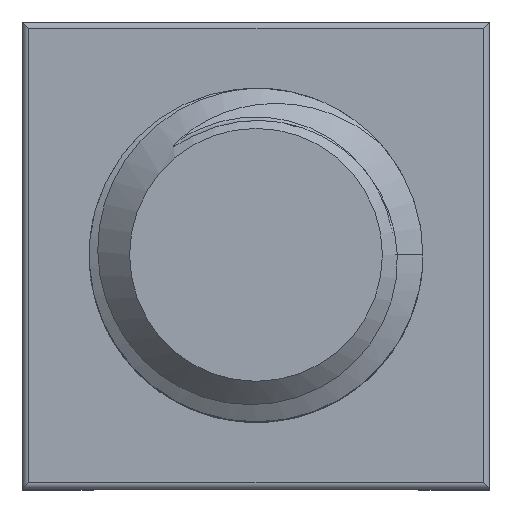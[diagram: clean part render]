
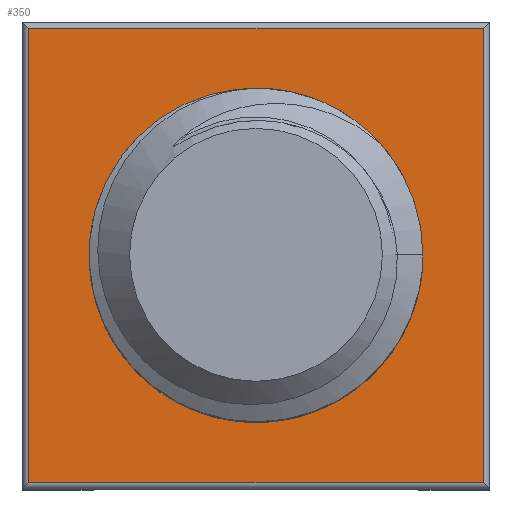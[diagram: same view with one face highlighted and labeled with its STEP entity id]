
A CAD part, top view. The second image highlights one B-rep face of the part: STEP entity #350.
In plain terms, the highlighted planar face has unit normal (0, 0, 1).
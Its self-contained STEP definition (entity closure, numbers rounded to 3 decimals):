
#93 = VERTEX_POINT('',#94);
#94 = CARTESIAN_POINT('',(-3.4,3.4,3.5));
#101 = EDGE_CURVE('',#93,#102,#104,.T.);
#102 = VERTEX_POINT('',#103);
#103 = CARTESIAN_POINT('',(3.4,3.4,3.5));
#104 = LINE('',#105,#106);
#105 = CARTESIAN_POINT('',(-3.5,3.4,3.5));
#106 = VECTOR('',#107,1.);
#107 = DIRECTION('',(1.,0.,0.));
#258 = VERTEX_POINT('',#259);
#259 = CARTESIAN_POINT('',(-3.4,-3.4,3.5));
#266 = EDGE_CURVE('',#258,#93,#267,.T.);
#267 = LINE('',#268,#269);
#268 = CARTESIAN_POINT('',(-3.4,-3.5,3.5));
#269 = VECTOR('',#270,1.);
#270 = DIRECTION('',(0.,1.,0.));
#350 = ADVANCED_FACE('',(#351,#369),#488,.F.);
#351 = FACE_BOUND('',#352,.F.);
#352 = EDGE_LOOP('',(#353,#354,#355,#363));
#353 = ORIENTED_EDGE('',*,*,#266,.T.);
#354 = ORIENTED_EDGE('',*,*,#101,.T.);
#355 = ORIENTED_EDGE('',*,*,#356,.T.);
#356 = EDGE_CURVE('',#102,#357,#359,.T.);
#357 = VERTEX_POINT('',#358);
#358 = CARTESIAN_POINT('',(3.4,-3.4,3.5));
#359 = LINE('',#360,#361);
#360 = CARTESIAN_POINT('',(3.4,3.5,3.5));
#361 = VECTOR('',#362,1.);
#362 = DIRECTION('',(0.,-1.,0.));
#363 = ORIENTED_EDGE('',*,*,#364,.T.);
#364 = EDGE_CURVE('',#357,#258,#365,.T.);
#365 = LINE('',#366,#367);
#366 = CARTESIAN_POINT('',(3.5,-3.4,3.5));
#367 = VECTOR('',#368,1.);
#368 = DIRECTION('',(-1.,0.,0.));
#369 = FACE_BOUND('',#370,.F.);
#370 = EDGE_LOOP('',(#371,#390,#407,#426,#453));
#371 = ORIENTED_EDGE('',*,*,#372,.F.);
#372 = EDGE_CURVE('',#373,#375,#377,.T.);
#373 = VERTEX_POINT('',#374);
#374 = CARTESIAN_POINT('',(2.327,0.,3.5));
#375 = VERTEX_POINT('',#376);
#376 = CARTESIAN_POINT('',(0.791,-1.91,3.5));
#377 = B_SPLINE_CURVE_WITH_KNOTS('',6,(#378,#379,#380,#381,#382,#383,
    #384,#385,#386,#387,#388,#389),.UNSPECIFIED.,.F.,.F.,(7,5,7),(0.,
    0.525,1.),.UNSPECIFIED.);
#378 = CARTESIAN_POINT('',(2.327,0.,3.5));
#379 = CARTESIAN_POINT('',(2.305,-0.229,3.5));
#380 = CARTESIAN_POINT('',(2.256,-0.455,3.5));
#381 = CARTESIAN_POINT('',(2.18,-0.674,3.5));
#382 = CARTESIAN_POINT('',(2.078,-0.881,3.5));
#383 = CARTESIAN_POINT('',(1.952,-1.074,3.5));
#384 = CARTESIAN_POINT('',(1.671,-1.404,3.5));
#385 = CARTESIAN_POINT('',(1.52,-1.545,3.5));
#386 = CARTESIAN_POINT('',(1.354,-1.668,3.5));
#387 = CARTESIAN_POINT('',(1.175,-1.771,3.5));
#388 = CARTESIAN_POINT('',(0.986,-1.852,3.5));
#389 = CARTESIAN_POINT('',(0.791,-1.91,3.5));
#390 = ORIENTED_EDGE('',*,*,#391,.T.);
#391 = EDGE_CURVE('',#373,#392,#394,.T.);
#392 = VERTEX_POINT('',#393);
#393 = CARTESIAN_POINT('',(1.768,1.768,3.5));
#394 = B_SPLINE_CURVE_WITH_KNOTS('',6,(#395,#396,#397,#398,#399,#400,
    #401,#402,#403,#404,#405,#406),.UNSPECIFIED.,.F.,.F.,(7,5,7),(0.,
    0.492,1.),.UNSPECIFIED.);
#395 = CARTESIAN_POINT('',(2.327,0.,3.5));
#396 = CARTESIAN_POINT('',(2.341,0.155,3.5));
#397 = CARTESIAN_POINT('',(2.344,0.311,3.5));
#398 = CARTESIAN_POINT('',(2.333,0.467,3.5));
#399 = CARTESIAN_POINT('',(2.311,0.622,3.5));
#400 = CARTESIAN_POINT('',(2.276,0.774,3.5));
#401 = CARTESIAN_POINT('',(2.182,1.077,3.5));
#402 = CARTESIAN_POINT('',(2.122,1.227,3.5));
#403 = CARTESIAN_POINT('',(2.049,1.372,3.5));
#404 = CARTESIAN_POINT('',(1.966,1.512,3.5));
#405 = CARTESIAN_POINT('',(1.872,1.644,3.5));
#406 = CARTESIAN_POINT('',(1.768,1.768,3.5));
#407 = ORIENTED_EDGE('',*,*,#408,.F.);
#408 = EDGE_CURVE('',#409,#392,#411,.T.);
#409 = VERTEX_POINT('',#410);
#410 = CARTESIAN_POINT('',(0.,2.5,3.5));
#411 = B_SPLINE_CURVE_WITH_KNOTS('',4,(#412,#413,#414,#415,#416,#417,
    #418,#419,#420,#421,#422,#423,#424,#425),.UNSPECIFIED.,.F.,.F.,(5,3,
    3,3,5),(0.,0.236,0.47,0.735,1.),
  .UNSPECIFIED.);
#412 = CARTESIAN_POINT('',(0.,2.5,3.5));
#413 = CARTESIAN_POINT('',(0.116,2.5,3.5));
#414 = CARTESIAN_POINT('',(0.232,2.493,3.5));
#415 = CARTESIAN_POINT('',(0.347,2.479,3.5));
#416 = CARTESIAN_POINT('',(0.574,2.436,3.5));
#417 = CARTESIAN_POINT('',(0.685,2.408,3.5));
#418 = CARTESIAN_POINT('',(0.795,2.373,3.5));
#419 = CARTESIAN_POINT('',(1.023,2.285,3.5));
#420 = CARTESIAN_POINT('',(1.141,2.229,3.5));
#421 = CARTESIAN_POINT('',(1.255,2.166,3.5));
#422 = CARTESIAN_POINT('',(1.473,2.024,3.5));
#423 = CARTESIAN_POINT('',(1.577,1.945,3.5));
#424 = CARTESIAN_POINT('',(1.676,1.86,3.5));
#425 = CARTESIAN_POINT('',(1.768,1.768,3.5));
#426 = ORIENTED_EDGE('',*,*,#427,.F.);
#427 = EDGE_CURVE('',#428,#409,#430,.T.);
#428 = VERTEX_POINT('',#429);
#429 = CARTESIAN_POINT('',(-1.91,-0.791,3.5));
#430 = B_SPLINE_CURVE_WITH_KNOTS('',6,(#431,#432,#433,#434,#435,#436,
    #437,#438,#439,#440,#441,#442,#443,#444,#445,#446,#447,#448,#449,
    #450,#451,#452),.UNSPECIFIED.,.F.,.F.,(7,5,5,5,7),(0.,0.223,
    0.459,0.716,1.),.UNSPECIFIED.);
#431 = CARTESIAN_POINT('',(-1.91,-0.791,3.5));
#432 = CARTESIAN_POINT('',(-1.988,-0.647,3.5));
#433 = CARTESIAN_POINT('',(-2.053,-0.494,3.5));
#434 = CARTESIAN_POINT('',(-2.104,-0.336,3.5));
#435 = CARTESIAN_POINT('',(-2.139,-0.174,3.5));
#436 = CARTESIAN_POINT('',(-2.159,-0.008,3.5));
#437 = CARTESIAN_POINT('',(-2.169,0.333,3.5));
#438 = CARTESIAN_POINT('',(-2.157,0.509,3.5));
#439 = CARTESIAN_POINT('',(-2.128,0.684,3.5));
#440 = CARTESIAN_POINT('',(-2.082,0.855,3.5));
#441 = CARTESIAN_POINT('',(-2.02,1.021,3.5));
#442 = CARTESIAN_POINT('',(-1.86,1.354,3.5));
#443 = CARTESIAN_POINT('',(-1.758,1.52,3.5));
#444 = CARTESIAN_POINT('',(-1.64,1.675,3.5));
#445 = CARTESIAN_POINT('',(-1.506,1.817,3.5));
#446 = CARTESIAN_POINT('',(-1.359,1.946,3.5));
#447 = CARTESIAN_POINT('',(-1.026,2.184,3.5));
#448 = CARTESIAN_POINT('',(-0.837,2.29,3.5));
#449 = CARTESIAN_POINT('',(-0.637,2.376,3.5));
#450 = CARTESIAN_POINT('',(-0.429,2.44,3.5));
#451 = CARTESIAN_POINT('',(-0.216,2.481,3.5));
#452 = CARTESIAN_POINT('',(0.,2.5,3.5));
#453 = ORIENTED_EDGE('',*,*,#454,.F.);
#454 = EDGE_CURVE('',#375,#428,#455,.T.);
#455 = B_SPLINE_CURVE_WITH_KNOTS('',6,(#456,#457,#458,#459,#460,#461,
    #462,#463,#464,#465,#466,#467,#468,#469,#470,#471,#472,#473,#474,
    #475,#476,#477,#478,#479,#480,#481,#482,#483,#484,#485,#486,#487),
  .UNSPECIFIED.,.F.,.F.,(7,5,5,5,5,5,7),(0.,0.114,0.25
    ,0.5,0.75,0.886,1.),.UNSPECIFIED.);
#456 = CARTESIAN_POINT('',(0.791,-1.91,3.5));
#457 = CARTESIAN_POINT('',(0.742,-1.924,3.5));
#458 = CARTESIAN_POINT('',(0.69,-1.939,3.5));
#459 = CARTESIAN_POINT('',(0.637,-1.952,3.5));
#460 = CARTESIAN_POINT('',(0.581,-1.965,3.5));
#461 = CARTESIAN_POINT('',(0.525,-1.977,3.5));
#462 = CARTESIAN_POINT('',(0.398,-1.999,3.5));
#463 = CARTESIAN_POINT('',(0.327,-2.009,3.5));
#464 = CARTESIAN_POINT('',(0.255,-2.016,3.5));
#465 = CARTESIAN_POINT('',(0.183,-2.021,3.5));
#466 = CARTESIAN_POINT('',(0.109,-2.022,3.5));
#467 = CARTESIAN_POINT('',(-0.1,-2.019,3.5));
#468 = CARTESIAN_POINT('',(-0.237,-2.008,3.5));
#469 = CARTESIAN_POINT('',(-0.374,-1.985,3.5));
#470 = CARTESIAN_POINT('',(-0.508,-1.953,3.5));
#471 = CARTESIAN_POINT('',(-0.641,-1.909,3.5));
#472 = CARTESIAN_POINT('',(-0.897,-1.803,3.5));
#473 = CARTESIAN_POINT('',(-1.02,-1.741,3.5));
#474 = CARTESIAN_POINT('',(-1.139,-1.668,3.5));
#475 = CARTESIAN_POINT('',(-1.252,-1.588,3.5));
#476 = CARTESIAN_POINT('',(-1.357,-1.499,3.5));
#477 = CARTESIAN_POINT('',(-1.507,-1.353,3.5));
#478 = CARTESIAN_POINT('',(-1.558,-1.3,3.5));
#479 = CARTESIAN_POINT('',(-1.606,-1.245,3.5));
#480 = CARTESIAN_POINT('',(-1.651,-1.189,3.5));
#481 = CARTESIAN_POINT('',(-1.695,-1.132,3.5));
#482 = CARTESIAN_POINT('',(-1.769,-1.027,3.5));
#483 = CARTESIAN_POINT('',(-1.801,-0.979,3.5));
#484 = CARTESIAN_POINT('',(-1.831,-0.93,3.5));
#485 = CARTESIAN_POINT('',(-1.859,-0.883,3.5));
#486 = CARTESIAN_POINT('',(-1.885,-0.836,3.5));
#487 = CARTESIAN_POINT('',(-1.91,-0.791,3.5));
#488 = PLANE('',#489);
#489 = AXIS2_PLACEMENT_3D('',#490,#491,#492);
#490 = CARTESIAN_POINT('',(0.,0.,3.5));
#491 = DIRECTION('',(-0.,-0.,-1.));
#492 = DIRECTION('',(-1.,0.,0.));
